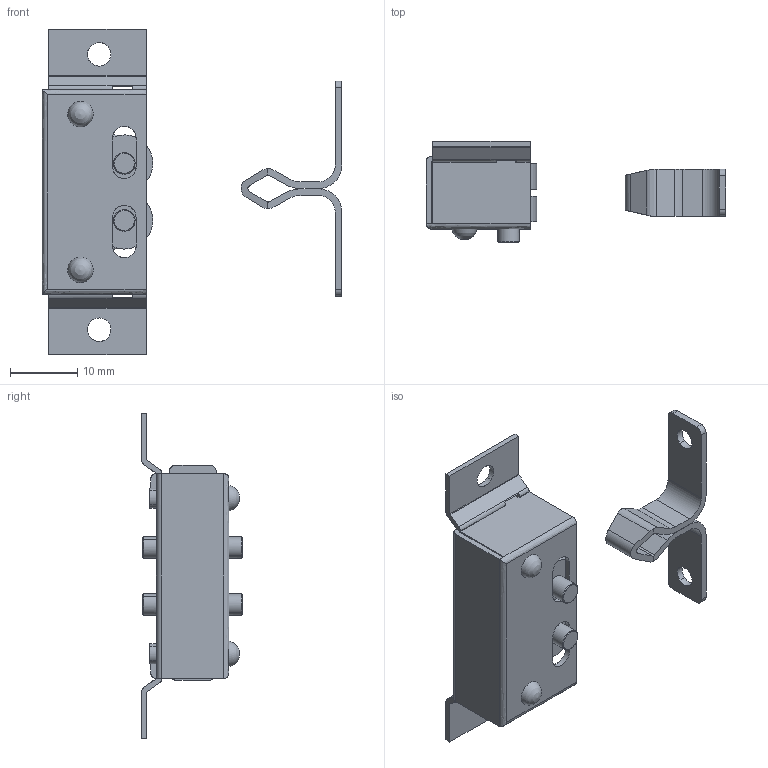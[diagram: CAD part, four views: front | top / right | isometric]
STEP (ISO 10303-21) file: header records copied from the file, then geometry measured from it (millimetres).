
FILE_DESCRIPTION((''),'2;1');
FILE_NAME('','2006-01-16T15:49:42',(''),(''),'','CADfix','');
FILE_SCHEMA(('AUTOMOTIVE_DESIGN'));
Length unit declared in the file: millimetre
Products named in the file (8): shaft; spring_mr; cap; roller; spring; keeper; housing; TL_222_30738_36
Assembly tree (12 placements, depth 2):
  TL_222_30738_36
    shaft  x2
    spring_mr
    cap  x4
    roller  x2
    spring
    keeper
    housing
Bounding box: 44.65 x 15 x 48.5 mm (x, y, z)
Volume: 2891.6 mm3; surface area: 5931.9 mm2
Topology: 12 solids, 12 shells, 226 faces, 822 edges, 620 vertices
Faces by surface type: bspline 226
Entity records: 11105 total; most frequent: CARTESIAN_POINT 6892, ORIENTED_EDGE 1358, EDGE_CURVE 679, VERTEX_POINT 499, B_SPLINE_CURVE_WITH_KNOTS 345, QUASI_UNIFORM_CURVE 330, EDGE_LOOP 218, FACE_OUTER_BOUND 190
